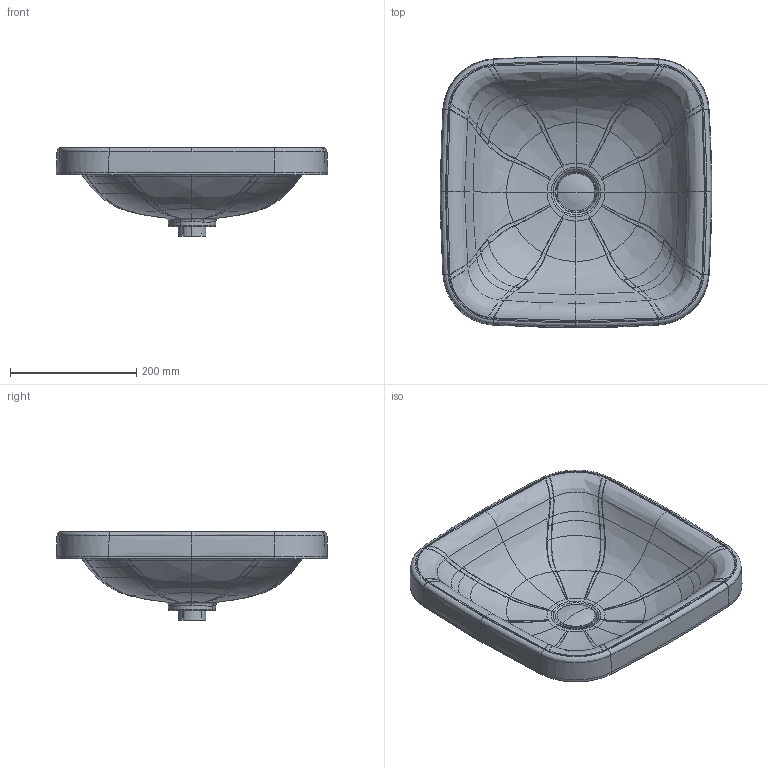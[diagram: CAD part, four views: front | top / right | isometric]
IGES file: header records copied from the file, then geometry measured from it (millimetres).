
Global section: file name: No Iges File Name specified; native system: Autodesk Inventor 2011; preprocessor: AutoDesk Inventor Iges Exporter R2011; author: Administrator; date: 20130525.202009; units: millimetre
Bounding box: 430 x 429.9 x 140.66 mm (x, y, z)
Volume: 3741105.2 mm3; surface area: 504446.1 mm2
Topology: 3 solids, 3 shells, 611 faces, 1370 edges, 763 vertices
Faces by surface type: bspline 500, plane 77, cylinder 12, cone 8, revolution 8, torus 6
